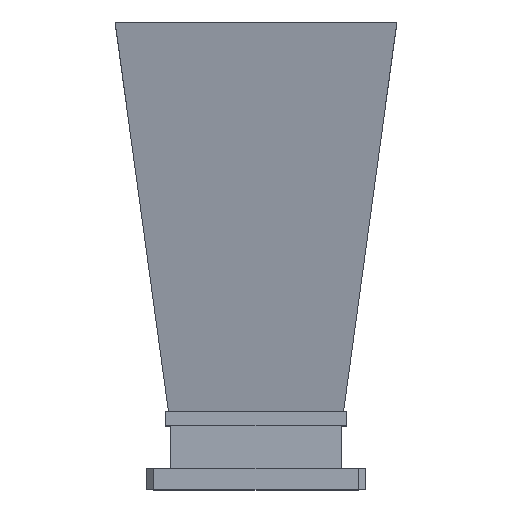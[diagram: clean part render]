
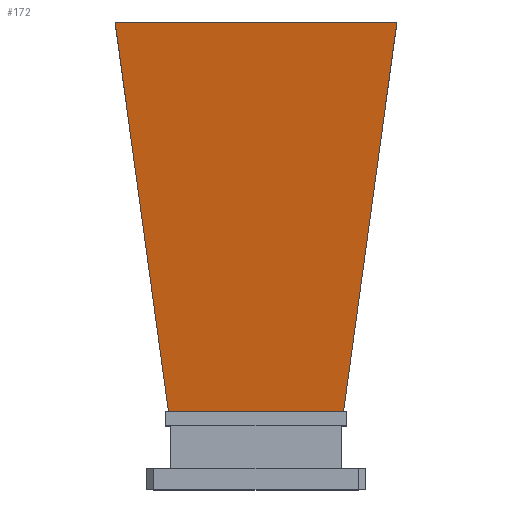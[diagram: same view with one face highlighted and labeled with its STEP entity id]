
A CAD part, top view. The second image highlights one B-rep face of the part: STEP entity #172.
In plain terms, the highlighted planar face has unit normal (0, -0.153, 0.988).
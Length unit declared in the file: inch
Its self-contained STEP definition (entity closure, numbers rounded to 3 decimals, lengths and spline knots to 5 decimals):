
#42 = ORIENTED_EDGE ( 'NONE', *, *, #1537, .T. ) ;
#55 = EDGE_CURVE ( 'NONE', #757, #777, #918, .T. ) ;
#90 = VECTOR ( 'NONE', #794, 39.37008 ) ;
#136 = CARTESIAN_POINT ( 'NONE',  ( 9.11294, 7.22597, 1.82083 ) ) ;
#159 = ORIENTED_EDGE ( 'NONE', *, *, #1282, .T. ) ;
#172 = ADVANCED_FACE ( 'NONE', ( #443 ), #309, .F. ) ;
#307 = LINE ( 'NONE', #804, #90 ) ;
#309 = PLANE ( 'NONE',  #567 ) ;
#340 = CARTESIAN_POINT ( 'NONE',  ( -2.48108, 7.22597, 1.82083 ) ) ;
#341 = VERTEX_POINT ( 'NONE', #953 ) ;
#384 = DIRECTION ( 'NONE',  ( 0.134, -0.979, -0.151 ) ) ;
#423 = ORIENTED_EDGE ( 'NONE', *, *, #873, .F. ) ;
#443 = FACE_OUTER_BOUND ( 'NONE', #1025, .T. ) ;
#473 = DIRECTION ( 'NONE',  ( 0., 0.988, 0.153 ) ) ;
#567 = AXIS2_PLACEMENT_3D ( 'NONE', #866, #1263, #473 ) ;
#581 = LINE ( 'NONE', #1154, #1533 ) ;
#662 = DIRECTION ( 'NONE',  ( -1., 0., 0. ) ) ;
#686 = CARTESIAN_POINT ( 'NONE',  ( -1.54257, 0.375, 0.763 ) ) ;
#757 = VERTEX_POINT ( 'NONE', #1656 ) ;
#776 = CARTESIAN_POINT ( 'NONE',  ( 2.60045, 8.09734, 1.95538 ) ) ;
#777 = VERTEX_POINT ( 'NONE', #340 ) ;
#794 = DIRECTION ( 'NONE',  ( 1., 0., 0. ) ) ;
#804 = CARTESIAN_POINT ( 'NONE',  ( -3.07217, 0.375, 0.763 ) ) ;
#866 = CARTESIAN_POINT ( 'NONE',  ( 9.11294, 7.22597, 1.82083 ) ) ;
#873 = EDGE_CURVE ( 'NONE', #757, #341, #1280, .T. ) ;
#900 = DIRECTION ( 'NONE',  ( -0.134, -0.979, -0.151 ) ) ;
#918 = LINE ( 'NONE', #136, #1583 ) ;
#928 = ORIENTED_EDGE ( 'NONE', *, *, #55, .T. ) ;
#953 = CARTESIAN_POINT ( 'NONE',  ( 1.54257, 0.375, 0.763 ) ) ;
#1025 = EDGE_LOOP ( 'NONE', ( #928, #159, #42, #423 ) ) ;
#1154 = CARTESIAN_POINT ( 'NONE',  ( -2.60045, 8.09734, 1.95538 ) ) ;
#1263 = DIRECTION ( 'NONE',  ( 0., 0.153, -0.988 ) ) ;
#1280 = LINE ( 'NONE', #776, #1710 ) ;
#1282 = EDGE_CURVE ( 'NONE', #777, #1473, #581, .T. ) ;
#1473 = VERTEX_POINT ( 'NONE', #686 ) ;
#1533 = VECTOR ( 'NONE', #384, 39.37008 ) ;
#1537 = EDGE_CURVE ( 'NONE', #1473, #341, #307, .T. ) ;
#1583 = VECTOR ( 'NONE', #662, 39.37008 ) ;
#1656 = CARTESIAN_POINT ( 'NONE',  ( 2.48108, 7.22597, 1.82083 ) ) ;
#1710 = VECTOR ( 'NONE', #900, 39.37008 ) ;
